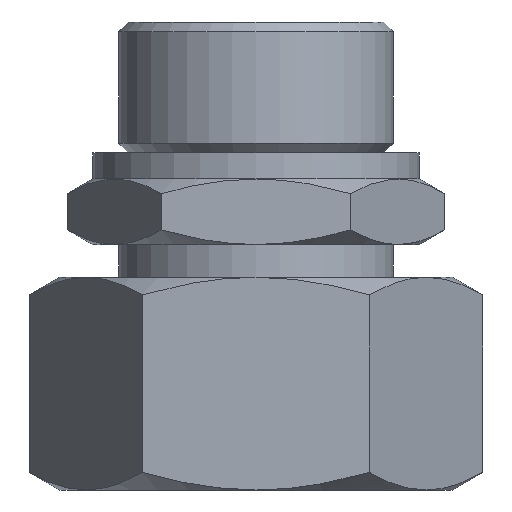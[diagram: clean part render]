
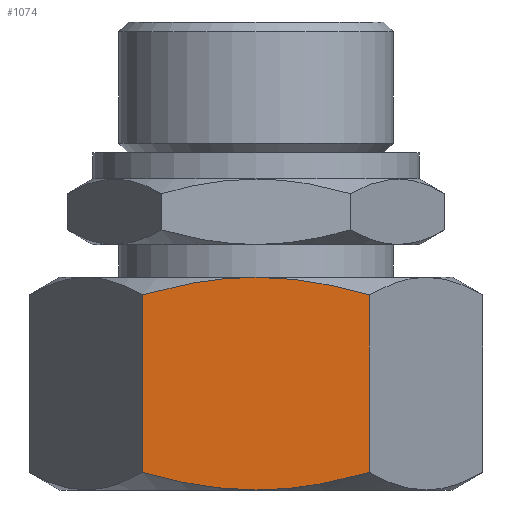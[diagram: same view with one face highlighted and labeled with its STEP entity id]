
A CAD part, left-side view. The second image highlights one B-rep face of the part: STEP entity #1074.
In plain terms, the highlighted planar face has unit normal (-1, 0, 0).
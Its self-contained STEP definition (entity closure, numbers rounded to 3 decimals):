
#26=LINE('',#1729,#38);
#27=LINE('',#1730,#39);
#38=VECTOR('',#1353,1000.);
#39=VECTOR('',#1354,1000.);
#67=PLANE('',#1169);
#259=ORIENTED_EDGE('',*,*,#381,.T.);
#260=ORIENTED_EDGE('',*,*,#326,.F.);
#261=ORIENTED_EDGE('',*,*,#321,.F.);
#262=ORIENTED_EDGE('',*,*,#382,.F.);
#263=ORIENTED_EDGE('',*,*,#299,.F.);
#264=ORIENTED_EDGE('',*,*,#296,.F.);
#296=EDGE_CURVE('',#388,#389,#450,.T.);
#299=EDGE_CURVE('',#389,#391,#451,.T.);
#321=EDGE_CURVE('',#405,#404,#466,.T.);
#326=EDGE_CURVE('',#404,#409,#469,.T.);
#381=EDGE_CURVE('',#388,#409,#26,.T.);
#382=EDGE_CURVE('',#391,#405,#27,.T.);
#388=VERTEX_POINT('',#1377);
#389=VERTEX_POINT('',#1382);
#391=VERTEX_POINT('',#1391);
#404=VERTEX_POINT('',#1474);
#405=VERTEX_POINT('',#1480);
#409=VERTEX_POINT('',#1505);
#450=B_SPLINE_CURVE_WITH_KNOTS('',3,(#1378,#1379,#1380,#1381),
 .UNSPECIFIED.,.F.,.F.,(4,4),(0.038,0.055),
 .UNSPECIFIED.);
#451=B_SPLINE_CURVE_WITH_KNOTS('',3,(#1387,#1388,#1389,#1390),
 .UNSPECIFIED.,.F.,.F.,(4,4),(0.055,0.073),
 .UNSPECIFIED.);
#466=B_SPLINE_CURVE_WITH_KNOTS('',3,(#1481,#1482,#1483,#1484),
 .UNSPECIFIED.,.F.,.F.,(4,4),(0.038,0.055),
 .UNSPECIFIED.);
#469=B_SPLINE_CURVE_WITH_KNOTS('',3,(#1501,#1502,#1503,#1504),
 .UNSPECIFIED.,.F.,.F.,(4,4),(0.055,0.073),
 .UNSPECIFIED.);
#559=EDGE_LOOP('',(#259,#260,#261,#262,#263,#264));
#633=FACE_BOUND('',#559,.T.);
#1074=ADVANCED_FACE('',(#633),#67,.T.);
#1169=AXIS2_PLACEMENT_3D('',#1728,#1351,#1352);
#1351=DIRECTION('',(-1.,0.,0.));
#1352=DIRECTION('',(0.,0.,1.));
#1353=DIRECTION('',(0.,0.,1.));
#1354=DIRECTION('',(0.,0.,1.));
#1377=CARTESIAN_POINT('',(-30.,-17.321,-48.821));
#1378=CARTESIAN_POINT('',(-30.,-17.321,-48.821));
#1379=CARTESIAN_POINT('',(-30.,-11.677,-50.45));
#1380=CARTESIAN_POINT('',(-30.,-5.932,-51.5));
#1381=CARTESIAN_POINT('',(-30.,0.,-51.5));
#1382=CARTESIAN_POINT('',(-30.,0.,-51.5));
#1387=CARTESIAN_POINT('',(-30.,0.,-51.5));
#1388=CARTESIAN_POINT('',(-30.,5.928,-51.5));
#1389=CARTESIAN_POINT('',(-30.,11.684,-50.448));
#1390=CARTESIAN_POINT('',(-30.,17.321,-48.821));
#1391=CARTESIAN_POINT('',(-30.,17.321,-48.821));
#1474=CARTESIAN_POINT('',(-30.,0.,-19.));
#1480=CARTESIAN_POINT('',(-30.,17.321,-21.679));
#1481=CARTESIAN_POINT('',(-30.,17.321,-21.679));
#1482=CARTESIAN_POINT('',(-30.,11.677,-20.05));
#1483=CARTESIAN_POINT('',(-30.,5.932,-19.));
#1484=CARTESIAN_POINT('',(-30.,0.,-19.));
#1501=CARTESIAN_POINT('',(-30.,0.,-19.));
#1502=CARTESIAN_POINT('',(-30.,-5.928,-19.));
#1503=CARTESIAN_POINT('',(-30.,-11.684,-20.052));
#1504=CARTESIAN_POINT('',(-30.,-17.321,-21.679));
#1505=CARTESIAN_POINT('',(-30.,-17.321,-21.679));
#1728=CARTESIAN_POINT('',(-30.,17.321,-51.5));
#1729=CARTESIAN_POINT('',(-30.,-17.321,-51.5));
#1730=CARTESIAN_POINT('',(-30.,17.321,-51.5));
